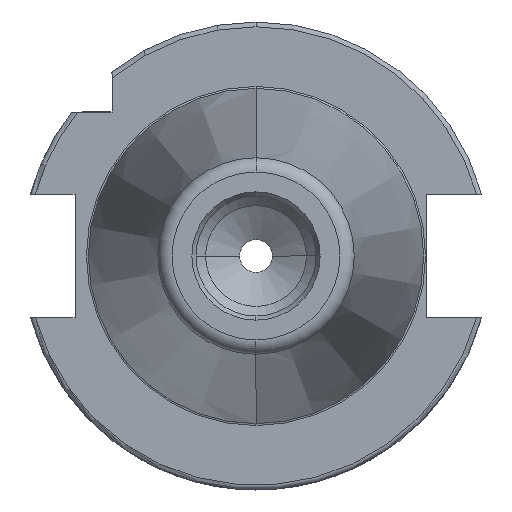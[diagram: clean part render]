
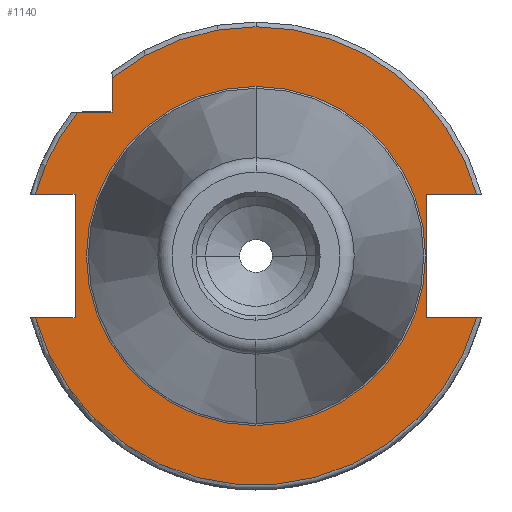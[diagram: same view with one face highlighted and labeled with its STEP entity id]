
A CAD part, left-side view. The second image highlights one B-rep face of the part: STEP entity #1140.
In plain terms, the highlighted planar face has unit normal (-1, 0, 0).
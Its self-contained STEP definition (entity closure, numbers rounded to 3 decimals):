
#25 = DIRECTION ( 'NONE',  ( -1., 0., 0. ) ) ;
#129 = AXIS2_PLACEMENT_3D ( 'NONE', #2262, #201, #2623 ) ;
#155 = LINE ( 'NONE', #3073, #3750 ) ;
#156 = DIRECTION ( 'NONE',  ( 0., 0., -1. ) ) ;
#185 = LINE ( 'NONE', #1189, #1003 ) ;
#186 = ORIENTED_EDGE ( 'NONE', *, *, #4488, .F. ) ;
#201 = DIRECTION ( 'NONE',  ( -1., 0., 0. ) ) ;
#249 = DIRECTION ( 'NONE',  ( 0., -1., 0. ) ) ;
#265 = CARTESIAN_POINT ( 'NONE',  ( 3.2, 12.85, -35.5 ) ) ;
#293 = ORIENTED_EDGE ( 'NONE', *, *, #3372, .F. ) ;
#320 = DIRECTION ( 'NONE',  ( 0., 1., 0. ) ) ;
#365 = VECTOR ( 'NONE', #2337, 1000. ) ;
#400 = ORIENTED_EDGE ( 'NONE', *, *, #1809, .T. ) ;
#447 = VECTOR ( 'NONE', #1956, 1000. ) ;
#516 = EDGE_CURVE ( 'NONE', #2411, #1769, #1495, .T. ) ;
#561 = LINE ( 'NONE', #4076, #447 ) ;
#573 = EDGE_CURVE ( 'NONE', #1433, #1454, #155, .T. ) ;
#708 = ORIENTED_EDGE ( 'NONE', *, *, #3193, .F. ) ;
#709 = CARTESIAN_POINT ( 'NONE',  ( 3.2, 12.85, -45.988 ) ) ;
#725 = VECTOR ( 'NONE', #986, 1000. ) ;
#740 = ORIENTED_EDGE ( 'NONE', *, *, #1756, .F. ) ;
#742 = ORIENTED_EDGE ( 'NONE', *, *, #1841, .F. ) ;
#804 = EDGE_LOOP ( 'NONE', ( #842, #742 ) ) ;
#826 = CARTESIAN_POINT ( 'NONE',  ( 3.2, 0., 0. ) ) ;
#836 = VERTEX_POINT ( 'NONE', #3246 ) ;
#842 = ORIENTED_EDGE ( 'NONE', *, *, #3005, .F. ) ;
#878 = CARTESIAN_POINT ( 'NONE',  ( 3.2, 0., 0. ) ) ;
#930 = EDGE_CURVE ( 'NONE', #2210, #1654, #2037, .T. ) ;
#940 = CARTESIAN_POINT ( 'NONE',  ( 3.2, -37.149, 30. ) ) ;
#960 = VERTEX_POINT ( 'NONE', #2326 ) ;
#986 = DIRECTION ( 'NONE',  ( 0., 0., 1. ) ) ;
#998 = DIRECTION ( 'NONE',  ( 0., -1., 0. ) ) ;
#1002 = CARTESIAN_POINT ( 'NONE',  ( 3.2, -12.85, 37.7 ) ) ;
#1003 = VECTOR ( 'NONE', #156, 1000. ) ;
#1140 = ADVANCED_FACE ( 'NONE', ( #3365, #3132 ), #4516, .F. ) ;
#1189 = CARTESIAN_POINT ( 'NONE',  ( 3.2, 12.85, -35.5 ) ) ;
#1219 = DIRECTION ( 'NONE',  ( 0., -1., 0. ) ) ;
#1410 = AXIS2_PLACEMENT_3D ( 'NONE', #1948, #4430, #2299 ) ;
#1424 = CARTESIAN_POINT ( 'NONE',  ( 3.2, 12.85, 45.988 ) ) ;
#1433 = VERTEX_POINT ( 'NONE', #3718 ) ;
#1454 = VERTEX_POINT ( 'NONE', #940 ) ;
#1474 = AXIS2_PLACEMENT_3D ( 'NONE', #4147, #2385, #320 ) ;
#1495 = LINE ( 'NONE', #265, #365 ) ;
#1651 = EDGE_CURVE ( 'NONE', #1796, #3288, #4231, .T. ) ;
#1654 = VERTEX_POINT ( 'NONE', #709 ) ;
#1701 = CIRCLE ( 'NONE', #129, 35.325 ) ;
#1756 = EDGE_CURVE ( 'NONE', #2411, #1654, #185, .T. ) ;
#1769 = VERTEX_POINT ( 'NONE', #2216 ) ;
#1796 = VERTEX_POINT ( 'NONE', #2922 ) ;
#1809 = EDGE_CURVE ( 'NONE', #3844, #1454, #4513, .T. ) ;
#1841 = EDGE_CURVE ( 'NONE', #4506, #3492, #1701, .T. ) ;
#1865 = AXIS2_PLACEMENT_3D ( 'NONE', #4446, #2319, #249 ) ;
#1934 = EDGE_CURVE ( 'NONE', #836, #2210, #561, .T. ) ;
#1948 = CARTESIAN_POINT ( 'NONE',  ( 3.2, 0., 0. ) ) ;
#1955 = DIRECTION ( 'NONE',  ( -1., 0., 0. ) ) ;
#1956 = DIRECTION ( 'NONE',  ( 0., 0., 1. ) ) ;
#2019 = ORIENTED_EDGE ( 'NONE', *, *, #1651, .T. ) ;
#2030 = CARTESIAN_POINT ( 'NONE',  ( 3.2, 35.325, 0. ) ) ;
#2037 = CIRCLE ( 'NONE', #3903, 47.75 ) ;
#2082 = CARTESIAN_POINT ( 'NONE',  ( 3.2, 0., 0. ) ) ;
#2127 = ORIENTED_EDGE ( 'NONE', *, *, #573, .F. ) ;
#2172 = ORIENTED_EDGE ( 'NONE', *, *, #930, .T. ) ;
#2210 = VERTEX_POINT ( 'NONE', #1424 ) ;
#2216 = CARTESIAN_POINT ( 'NONE',  ( 3.2, -12.85, -35.5 ) ) ;
#2262 = CARTESIAN_POINT ( 'NONE',  ( 3.2, 0., 0. ) ) ;
#2299 = DIRECTION ( 'NONE',  ( 0., -1., 0. ) ) ;
#2319 = DIRECTION ( 'NONE',  ( -1., 0., 0. ) ) ;
#2326 = CARTESIAN_POINT ( 'NONE',  ( 3.2, -12.85, -45.988 ) ) ;
#2337 = DIRECTION ( 'NONE',  ( 0., -1., 0. ) ) ;
#2385 = DIRECTION ( 'NONE',  ( 1., 0., 0. ) ) ;
#2411 = VERTEX_POINT ( 'NONE', #3268 ) ;
#2436 = DIRECTION ( 'NONE',  ( 0., -1., 0. ) ) ;
#2454 = CARTESIAN_POINT ( 'NONE',  ( 3.2, -12.85, 37.7 ) ) ;
#2457 = ORIENTED_EDGE ( 'NONE', *, *, #516, .T. ) ;
#2470 = CIRCLE ( 'NONE', #1865, 35.325 ) ;
#2548 = LINE ( 'NONE', #4183, #4209 ) ;
#2601 = DIRECTION ( 'NONE',  ( 0., -1., 0. ) ) ;
#2623 = DIRECTION ( 'NONE',  ( 0., -1., 0. ) ) ;
#2734 = EDGE_LOOP ( 'NONE', ( #740, #2457, #3293, #3172, #400, #2127, #293, #2019, #186, #708, #4060, #2172 ) ) ;
#2829 = CARTESIAN_POINT ( 'NONE',  ( 3.2, -35.325, 0. ) ) ;
#2855 = LINE ( 'NONE', #4389, #2961 ) ;
#2922 = CARTESIAN_POINT ( 'NONE',  ( 3.2, -30., 37.149 ) ) ;
#2961 = VECTOR ( 'NONE', #2601, 1000. ) ;
#2977 = EDGE_CURVE ( 'NONE', #960, #3844, #3634, .T. ) ;
#3005 = EDGE_CURVE ( 'NONE', #3492, #4506, #2470, .T. ) ;
#3073 = CARTESIAN_POINT ( 'NONE',  ( 3.2, -30., 30. ) ) ;
#3132 = FACE_OUTER_BOUND ( 'NONE', #2734, .T. ) ;
#3172 = ORIENTED_EDGE ( 'NONE', *, *, #2977, .T. ) ;
#3193 = EDGE_CURVE ( 'NONE', #836, #3748, #2855, .T. ) ;
#3246 = CARTESIAN_POINT ( 'NONE',  ( 3.2, 12.85, 37.7 ) ) ;
#3268 = CARTESIAN_POINT ( 'NONE',  ( 3.2, 12.85, -35.5 ) ) ;
#3288 = VERTEX_POINT ( 'NONE', #4431 ) ;
#3293 = ORIENTED_EDGE ( 'NONE', *, *, #4268, .T. ) ;
#3305 = DIRECTION ( 'NONE',  ( -1., 0., 0. ) ) ;
#3365 = FACE_BOUND ( 'NONE', #804, .T. ) ;
#3372 = EDGE_CURVE ( 'NONE', #1796, #1433, #3953, .T. ) ;
#3422 = CARTESIAN_POINT ( 'NONE',  ( 3.2, -30., 38.426 ) ) ;
#3487 = AXIS2_PLACEMENT_3D ( 'NONE', #878, #3305, #1219 ) ;
#3492 = VERTEX_POINT ( 'NONE', #2829 ) ;
#3634 = CIRCLE ( 'NONE', #1410, 47.75 ) ;
#3718 = CARTESIAN_POINT ( 'NONE',  ( 3.2, -30., 30. ) ) ;
#3748 = VERTEX_POINT ( 'NONE', #2454 ) ;
#3750 = VECTOR ( 'NONE', #998, 1000. ) ;
#3765 = DIRECTION ( 'NONE',  ( 0., 0., -1. ) ) ;
#3824 = DIRECTION ( 'NONE',  ( 0., 0., -1. ) ) ;
#3844 = VERTEX_POINT ( 'NONE', #3967 ) ;
#3903 = AXIS2_PLACEMENT_3D ( 'NONE', #826, #1955, #4437 ) ;
#3953 = LINE ( 'NONE', #3422, #4074 ) ;
#3967 = CARTESIAN_POINT ( 'NONE',  ( 3.2, -47.75, 0. ) ) ;
#4060 = ORIENTED_EDGE ( 'NONE', *, *, #1934, .T. ) ;
#4074 = VECTOR ( 'NONE', #3765, 1000. ) ;
#4076 = CARTESIAN_POINT ( 'NONE',  ( 3.2, 12.85, 37.7 ) ) ;
#4147 = CARTESIAN_POINT ( 'NONE',  ( 3.2, 35.325, 0. ) ) ;
#4183 = CARTESIAN_POINT ( 'NONE',  ( 3.2, -12.85, -35.5 ) ) ;
#4206 = AXIS2_PLACEMENT_3D ( 'NONE', #2082, #25, #2436 ) ;
#4209 = VECTOR ( 'NONE', #3824, 1000. ) ;
#4231 = CIRCLE ( 'NONE', #4206, 47.75 ) ;
#4268 = EDGE_CURVE ( 'NONE', #1769, #960, #2548, .T. ) ;
#4389 = CARTESIAN_POINT ( 'NONE',  ( 3.2, 12.85, 37.7 ) ) ;
#4430 = DIRECTION ( 'NONE',  ( -1., 0., 0. ) ) ;
#4431 = CARTESIAN_POINT ( 'NONE',  ( 3.2, -12.85, 45.988 ) ) ;
#4437 = DIRECTION ( 'NONE',  ( 0., -1., 0. ) ) ;
#4446 = CARTESIAN_POINT ( 'NONE',  ( 3.2, 0., 0. ) ) ;
#4447 = LINE ( 'NONE', #1002, #725 ) ;
#4488 = EDGE_CURVE ( 'NONE', #3748, #3288, #4447, .T. ) ;
#4506 = VERTEX_POINT ( 'NONE', #2030 ) ;
#4513 = CIRCLE ( 'NONE', #3487, 47.75 ) ;
#4516 = PLANE ( 'NONE',  #1474 ) ;
